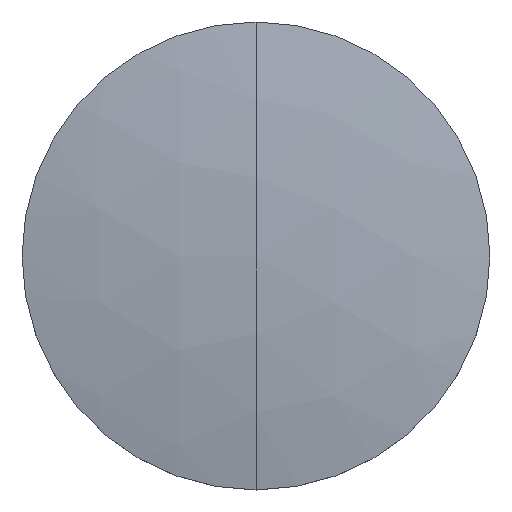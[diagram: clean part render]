
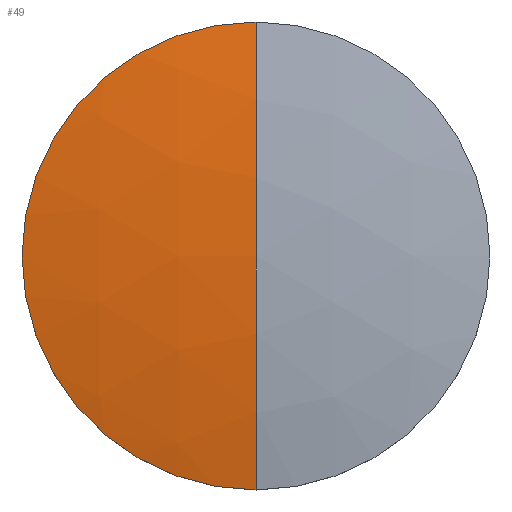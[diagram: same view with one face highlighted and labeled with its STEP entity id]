
A CAD part, top view. The second image highlights one B-rep face of the part: STEP entity #49.
In plain terms, the highlighted spherical face has radius 66.15 mm.
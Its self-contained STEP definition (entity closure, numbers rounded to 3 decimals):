
#7 = VERTEX_POINT ( 'NONE', #132 ) ;
#13 = EDGE_CURVE ( 'NONE', #96, #40, #81, .T. ) ;
#17 = ORIENTED_EDGE ( 'NONE', *, *, #13, .T. ) ;
#18 = ORIENTED_EDGE ( 'NONE', *, *, #120, .T. ) ;
#38 = ORIENTED_EDGE ( 'NONE', *, *, #39, .T. ) ;
#39 = EDGE_CURVE ( 'NONE', #40, #41, #137, .T. ) ;
#40 = VERTEX_POINT ( 'NONE', #148 ) ;
#41 = VERTEX_POINT ( 'NONE', #147 ) ;
#42 = EDGE_LOOP ( 'NONE', ( #18, #17, #38, #46 ) ) ;
#46 = ORIENTED_EDGE ( 'NONE', *, *, #47, .F. ) ;
#47 = EDGE_CURVE ( 'NONE', #7, #41, #203, .T. ) ;
#49 = ADVANCED_FACE ( 'NONE', ( #186 ), #208, .T. ) ;
#55 = DIRECTION ( 'NONE',  ( 1., 0., 0. ) ) ;
#56 = DIRECTION ( 'NONE',  ( 0., 0., 1. ) ) ;
#57 = AXIS2_PLACEMENT_3D ( 'NONE', #99, #56, #55 ) ;
#81 = CIRCLE ( 'NONE', #57, 12.7 ) ;
#96 = VERTEX_POINT ( 'NONE', #280 ) ;
#99 = CARTESIAN_POINT ( 'NONE',  ( 0., 0., 0.386 ) ) ;
#120 = EDGE_CURVE ( 'NONE', #7, #96, #263, .T. ) ;
#132 = CARTESIAN_POINT ( 'NONE',  ( 0., 12.7, 0.386 ) ) ;
#136 = CARTESIAN_POINT ( 'NONE',  ( 0., 0., -64.533 ) ) ;
#137 = CIRCLE ( 'NONE', #150, 66.15 ) ;
#147 = CARTESIAN_POINT ( 'NONE',  ( 0., 0., 1.617 ) ) ;
#148 = CARTESIAN_POINT ( 'NONE',  ( 0., -12.7, 0.386 ) ) ;
#149 = DIRECTION ( 'NONE',  ( 0., -1., 0. ) ) ;
#150 = AXIS2_PLACEMENT_3D ( 'NONE', #136, #152, #149 ) ;
#152 = DIRECTION ( 'NONE',  ( -1., 0., 0. ) ) ;
#170 = DIRECTION ( 'NONE',  ( 0., 1., 0. ) ) ;
#171 = DIRECTION ( 'NONE',  ( -1., 0., 0. ) ) ;
#182 = DIRECTION ( 'NONE',  ( 0., 0., -1. ) ) ;
#183 = DIRECTION ( 'NONE',  ( 1., 0., 0. ) ) ;
#184 = CARTESIAN_POINT ( 'NONE',  ( 0., 0., -64.533 ) ) ;
#185 = AXIS2_PLACEMENT_3D ( 'NONE', #184, #183, #182 ) ;
#186 = FACE_OUTER_BOUND ( 'NONE', #42, .T. ) ;
#203 = CIRCLE ( 'NONE', #185, 66.15 ) ;
#204 = CARTESIAN_POINT ( 'NONE',  ( 0., 0., -64.533 ) ) ;
#205 = AXIS2_PLACEMENT_3D ( 'NONE', #204, #171, #170 ) ;
#208 = SPHERICAL_SURFACE ( 'NONE', #205, 66.15 ) ;
#259 = DIRECTION ( 'NONE',  ( 1., 0., 0. ) ) ;
#260 = DIRECTION ( 'NONE',  ( 0., 0., 1. ) ) ;
#261 = CARTESIAN_POINT ( 'NONE',  ( 0., 0., 0.386 ) ) ;
#262 = AXIS2_PLACEMENT_3D ( 'NONE', #261, #260, #259 ) ;
#263 = CIRCLE ( 'NONE', #262, 12.7 ) ;
#280 = CARTESIAN_POINT ( 'NONE',  ( -12.7, 0., 0.386 ) ) ;
